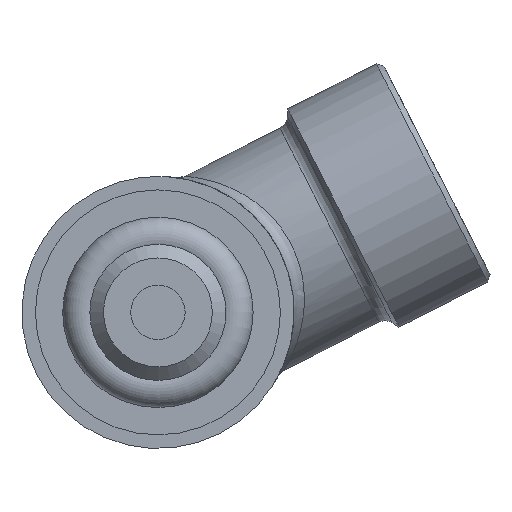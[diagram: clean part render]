
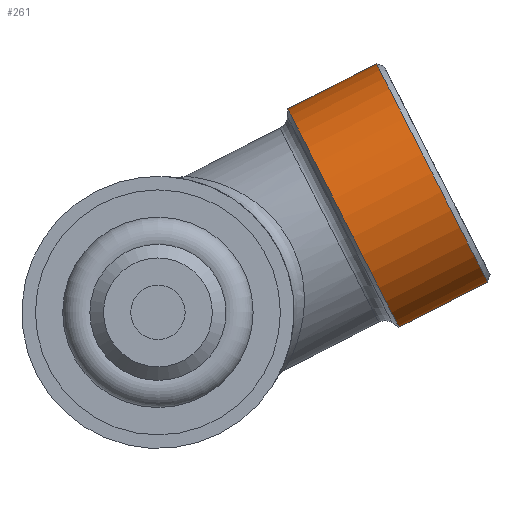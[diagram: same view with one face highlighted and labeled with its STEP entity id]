
A CAD part, front view. The second image highlights one B-rep face of the part: STEP entity #261.
In plain terms, the highlighted cylindrical face has radius 4.5 mm (diameter 9 mm), a full revolution.
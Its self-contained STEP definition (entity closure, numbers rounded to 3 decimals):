
#230=CARTESIAN_POINT('',(8.029,11.0,9.136));
#231=VERTEX_POINT('',#230);
#232=CARTESIAN_POINT('',(10.071,11.0,5.126));
#233=DIRECTION('',(-0.891,0.0,-0.454));
#234=DIRECTION('',(-0.454,0.0,0.891));
#235=AXIS2_PLACEMENT_3D('',#232,#233,#234);
#236=CIRCLE('',#235,4.5);
#237=EDGE_CURVE('',#231,#231,#236,.T.);
#242=CARTESIAN_POINT('',(-1.076,11.0,-0.547));
#243=DIRECTION('',(-0.891,0.0,-0.454));
#244=DIRECTION('',(-0.454,0.0,0.891));
#245=AXIS2_PLACEMENT_3D('',#242,#243,#244);
#246=CYLINDRICAL_SURFACE('',#245,4.5);
#247=ORIENTED_EDGE('',*,*,#237,.T.);
#248=EDGE_LOOP('',(#247));
#249=FACE_OUTER_BOUND('',#248,.T.);
#250=CARTESIAN_POINT('',(4.772,11.0,7.478));
#251=VERTEX_POINT('',#250);
#252=CARTESIAN_POINT('',(6.813,11.0,3.467));
#253=DIRECTION('',(0.891,0.0,0.454));
#254=DIRECTION('',(0.454,0.0,-0.891));
#255=AXIS2_PLACEMENT_3D('',#252,#253,#254);
#256=CIRCLE('',#255,4.5);
#257=EDGE_CURVE('',#251,#251,#256,.T.);
#258=ORIENTED_EDGE('',*,*,#257,.T.);
#259=EDGE_LOOP('',(#258));
#260=FACE_BOUND('',#259,.T.);
#261=ADVANCED_FACE('',(#249,#260),#246,.T.);
